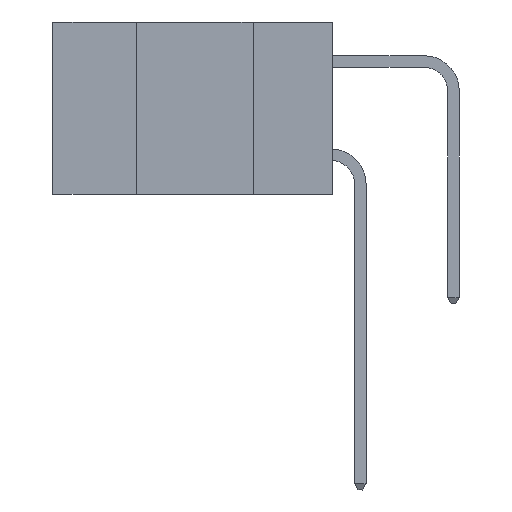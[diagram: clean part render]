
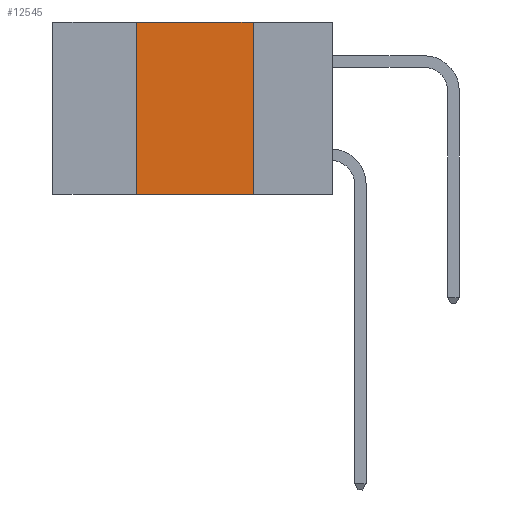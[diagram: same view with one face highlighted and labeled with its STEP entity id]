
A CAD part, left-side view. The second image highlights one B-rep face of the part: STEP entity #12545.
In plain terms, the highlighted planar face has unit normal (-1, 0, 0).
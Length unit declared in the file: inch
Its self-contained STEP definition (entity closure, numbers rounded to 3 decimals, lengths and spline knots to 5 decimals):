
#1661 = CARTESIAN_POINT ( 'NONE',  ( 0., 0.6, 0. ) ) ;
#2080 = VECTOR ( 'NONE', #6214, 39.37008 ) ;
#3094 = DIRECTION ( 'NONE',  ( 0., 0., -1. ) ) ;
#3253 = CARTESIAN_POINT ( 'NONE',  ( 0., 0.42, 0. ) ) ;
#3924 = ORIENTED_EDGE ( 'NONE', *, *, #12644, .F. ) ;
#4007 = LINE ( 'NONE', #5461, #11178 ) ;
#5461 = CARTESIAN_POINT ( 'NONE',  ( 0., 0.17, 0. ) ) ;
#5845 = LINE ( 'NONE', #14610, #17622 ) ;
#6214 = DIRECTION ( 'NONE',  ( 0., -1., 0. ) ) ;
#6649 = VERTEX_POINT ( 'NONE', #17495 ) ;
#6939 = DIRECTION ( 'NONE',  ( 0., -1., 0. ) ) ;
#7814 = EDGE_CURVE ( 'NONE', #14571, #17697, #16698, .T. ) ;
#7815 = EDGE_LOOP ( 'NONE', ( #13187, #10700, #3924, #8490 ) ) ;
#8490 = ORIENTED_EDGE ( 'NONE', *, *, #7814, .T. ) ;
#8921 = VERTEX_POINT ( 'NONE', #3253 ) ;
#9476 = CARTESIAN_POINT ( 'NONE',  ( 0., 0.17, -0.37 ) ) ;
#9810 = CARTESIAN_POINT ( 'NONE',  ( 0., 0.6, 0. ) ) ;
#10029 = EDGE_CURVE ( 'NONE', #6649, #17697, #4007, .T. ) ;
#10700 = ORIENTED_EDGE ( 'NONE', *, *, #17847, .F. ) ;
#10865 = VECTOR ( 'NONE', #6939, 39.37008 ) ;
#11178 = VECTOR ( 'NONE', #15388, 39.37008 ) ;
#11664 = DIRECTION ( 'NONE',  ( 1., 0., 0. ) ) ;
#12545 = ADVANCED_FACE ( 'NONE', ( #14764 ), #17194, .F. ) ;
#12644 = EDGE_CURVE ( 'NONE', #14571, #8921, #5845, .T. ) ;
#13187 = ORIENTED_EDGE ( 'NONE', *, *, #10029, .F. ) ;
#13493 = AXIS2_PLACEMENT_3D ( 'NONE', #1661, #11664, #3094 ) ;
#14555 = LINE ( 'NONE', #9810, #10865 ) ;
#14571 = VERTEX_POINT ( 'NONE', #18199 ) ;
#14610 = CARTESIAN_POINT ( 'NONE',  ( 0., 0.42, 0. ) ) ;
#14764 = FACE_OUTER_BOUND ( 'NONE', #7815, .T. ) ;
#15388 = DIRECTION ( 'NONE',  ( 0., 0., -1. ) ) ;
#16047 = DIRECTION ( 'NONE',  ( 0., 0., 1. ) ) ;
#16698 = LINE ( 'NONE', #17564, #2080 ) ;
#17194 = PLANE ( 'NONE',  #13493 ) ;
#17495 = CARTESIAN_POINT ( 'NONE',  ( 0., 0.17, 0. ) ) ;
#17564 = CARTESIAN_POINT ( 'NONE',  ( 0., 0.6, -0.37 ) ) ;
#17622 = VECTOR ( 'NONE', #16047, 39.37008 ) ;
#17697 = VERTEX_POINT ( 'NONE', #9476 ) ;
#17847 = EDGE_CURVE ( 'NONE', #8921, #6649, #14555, .T. ) ;
#18199 = CARTESIAN_POINT ( 'NONE',  ( 0., 0.42, -0.37 ) ) ;
